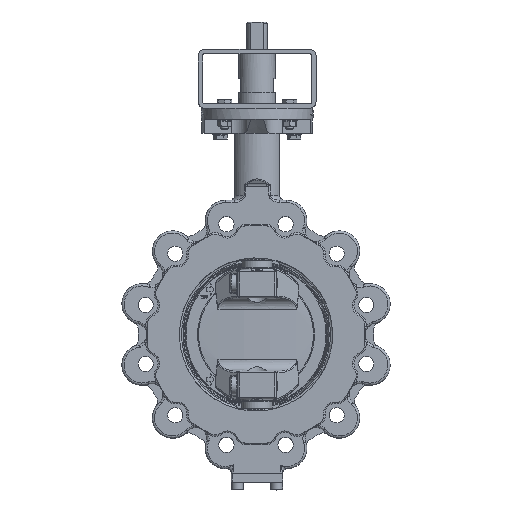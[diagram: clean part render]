
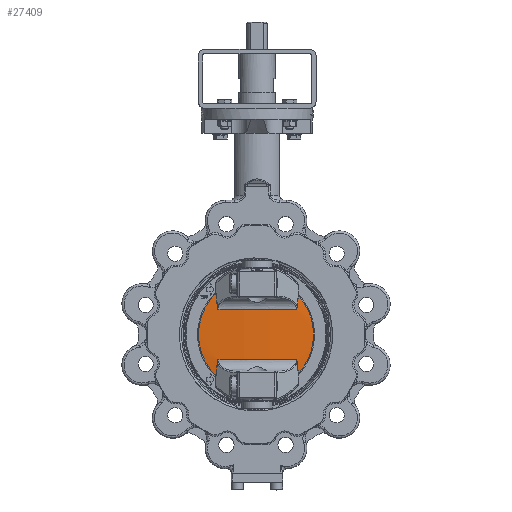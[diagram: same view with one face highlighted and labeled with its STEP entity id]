
A CAD part, top view. The second image highlights one B-rep face of the part: STEP entity #27409.
In plain terms, the highlighted spherical face has radius 691 mm.
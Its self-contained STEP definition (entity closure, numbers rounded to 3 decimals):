
#19=SPHERICAL_SURFACE('',#30496,691.);
#1084=B_SPLINE_CURVE_WITH_KNOTS('',3,(#53484,#53485,#53486,#53487,#53488,
#53489),.UNSPECIFIED.,.F.,.F.,(4,2,4),(-0.345,0.,
0.002),.UNSPECIFIED.);
#1088=B_SPLINE_CURVE_WITH_KNOTS('',3,(#53597,#53598,#53599,#53600,#53601,
#53602),.UNSPECIFIED.,.F.,.F.,(4,2,4),(-0.35,-0.348,
0.),.UNSPECIFIED.);
#1092=B_SPLINE_CURVE_WITH_KNOTS('',3,(#53738,#53739,#53740,#53741,#53742,
#53743),.UNSPECIFIED.,.F.,.F.,(4,2,4),(-0.347,-0.345,
0.),.UNSPECIFIED.);
#1093=B_SPLINE_CURVE_WITH_KNOTS('',3,(#53747,#53748,#53749,#53750,#53751,
#53752),.UNSPECIFIED.,.F.,.F.,(4,2,4),(-0.348,0.,
0.002),.UNSPECIFIED.);
#7357=FACE_OUTER_BOUND('',#9434,.T.);
#9434=EDGE_LOOP('',(#24475,#24476,#24477,#24478,#24479,#24480,#24481,#24482,
#24483,#24484,#24485,#24486));
#11149=CIRCLE('',#30399,690.15);
#11195=CIRCLE('',#30474,354.529);
#11201=CIRCLE('',#30486,357.416);
#11203=CIRCLE('',#30489,78.059);
#11206=CIRCLE('',#30497,78.059);
#11207=CIRCLE('',#30498,354.529);
#11208=CIRCLE('',#30499,690.15);
#11209=CIRCLE('',#30500,357.416);
#13498=VERTEX_POINT('',#52725);
#13499=VERTEX_POINT('',#52736);
#13615=VERTEX_POINT('',#53432);
#13618=VERTEX_POINT('',#53453);
#13623=VERTEX_POINT('',#53558);
#13625=VERTEX_POINT('',#53563);
#13626=VERTEX_POINT('',#53604);
#13637=VERTEX_POINT('',#53733);
#13638=VERTEX_POINT('',#53735);
#13639=VERTEX_POINT('',#53737);
#13640=VERTEX_POINT('',#53744);
#13641=VERTEX_POINT('',#53746);
#17118=EDGE_CURVE('',#13498,#13499,#11149,.T.);
#17263=EDGE_CURVE('',#13615,#13618,#11195,.T.);
#17265=EDGE_CURVE('',#13618,#13498,#1084,.T.);
#17276=EDGE_CURVE('',#13625,#13623,#11201,.T.);
#17279=EDGE_CURVE('',#13499,#13625,#1088,.T.);
#17280=EDGE_CURVE('',#13623,#13626,#11203,.T.);
#17295=EDGE_CURVE('',#13637,#13615,#11206,.T.);
#17296=EDGE_CURVE('',#13638,#13637,#11207,.T.);
#17297=EDGE_CURVE('',#13639,#13638,#1092,.T.);
#17298=EDGE_CURVE('',#13640,#13639,#11208,.T.);
#17299=EDGE_CURVE('',#13641,#13640,#1093,.T.);
#17300=EDGE_CURVE('',#13626,#13641,#11209,.T.);
#24475=ORIENTED_EDGE('',*,*,#17276,.F.);
#24476=ORIENTED_EDGE('',*,*,#17279,.F.);
#24477=ORIENTED_EDGE('',*,*,#17118,.F.);
#24478=ORIENTED_EDGE('',*,*,#17265,.F.);
#24479=ORIENTED_EDGE('',*,*,#17263,.F.);
#24480=ORIENTED_EDGE('',*,*,#17295,.F.);
#24481=ORIENTED_EDGE('',*,*,#17296,.F.);
#24482=ORIENTED_EDGE('',*,*,#17297,.F.);
#24483=ORIENTED_EDGE('',*,*,#17298,.F.);
#24484=ORIENTED_EDGE('',*,*,#17299,.F.);
#24485=ORIENTED_EDGE('',*,*,#17300,.F.);
#24486=ORIENTED_EDGE('',*,*,#17280,.F.);
#27409=ADVANCED_FACE('',(#7357),#19,.T.);
#30399=AXIS2_PLACEMENT_3D('',#52737,#37518,#37519);
#30474=AXIS2_PLACEMENT_3D('',#53457,#37721,#37722);
#30486=AXIS2_PLACEMENT_3D('',#53565,#37747,#37748);
#30489=AXIS2_PLACEMENT_3D('',#53605,#37753,#37754);
#30496=AXIS2_PLACEMENT_3D('',#53732,#37773,#37774);
#30497=AXIS2_PLACEMENT_3D('',#53734,#37775,#37776);
#30498=AXIS2_PLACEMENT_3D('',#53736,#37777,#37778);
#30499=AXIS2_PLACEMENT_3D('',#53745,#37779,#37780);
#30500=AXIS2_PLACEMENT_3D('',#53753,#37781,#37782);
#37518=DIRECTION('center_axis',(0.,-1.,0.));
#37519=DIRECTION('ref_axis',(0.002,0.,1.));
#37721=DIRECTION('center_axis',(-0.579,0.,
-0.815));
#37722=DIRECTION('ref_axis',(-0.809,-0.127,0.574));
#37747=DIRECTION('center_axis',(0.579,0.,
-0.815));
#37748=DIRECTION('ref_axis',(0.808,-0.13,0.574));
#37753=DIRECTION('center_axis',(0.,0.,
-1.));
#37754=DIRECTION('ref_axis',(-1.,0.,0.));
#37773=DIRECTION('center_axis',(-1.,0.,0.));
#37774=DIRECTION('ref_axis',(0.,1.,0.));
#37775=DIRECTION('center_axis',(0.,0.,
-1.));
#37776=DIRECTION('ref_axis',(1.,0.,0.));
#37777=DIRECTION('center_axis',(-0.579,0.,
-0.815));
#37778=DIRECTION('ref_axis',(-0.809,0.127,0.574));
#37779=DIRECTION('center_axis',(0.,1.,0.));
#37780=DIRECTION('ref_axis',(0.002,0.,1.));
#37781=DIRECTION('center_axis',(0.579,0.,
-0.815));
#37782=DIRECTION('ref_axis',(0.808,0.13,0.574));
#52725=CARTESIAN_POINT('',(54.954,-34.256,-19.841));
#52736=CARTESIAN_POINT('',(-51.577,-34.256,-19.58));
#52737=CARTESIAN_POINT('Origin',(0.,-34.256,
-707.8));
#53432=CARTESIAN_POINT('',(57.514,-52.777,-21.223));
#53453=CARTESIAN_POINT('',(55.92,-37.56,-20.091));
#53457=CARTESIAN_POINT('Origin',(343.37,0.,
-224.181));
#53484=CARTESIAN_POINT('Ctrl Pts',(55.92,-37.56,-20.091));
#53485=CARTESIAN_POINT('Ctrl Pts',(55.821,-36.416,-20.021));
#53486=CARTESIAN_POINT('Ctrl Pts',(55.486,-35.291,-19.935));
#53487=CARTESIAN_POINT('Ctrl Pts',(54.959,-34.266,-19.842));
#53488=CARTESIAN_POINT('Ctrl Pts',(54.956,-34.261,-19.841));
#53489=CARTESIAN_POINT('Ctrl Pts',(54.954,-34.256,-19.841));
#53558=CARTESIAN_POINT('',(-54.516,-55.868,-21.223));
#53563=CARTESIAN_POINT('',(-52.55,-37.59,-19.827));
#53565=CARTESIAN_POINT('Origin',(-342.365,0.,
-225.596));
#53597=CARTESIAN_POINT('Ctrl Pts',(-51.577,-34.256,
-19.58));
#53598=CARTESIAN_POINT('Ctrl Pts',(-51.58,-34.261,
-19.58));
#53599=CARTESIAN_POINT('Ctrl Pts',(-51.582,-34.266,
-19.58));
#53600=CARTESIAN_POINT('Ctrl Pts',(-52.113,-35.301,-19.672));
#53601=CARTESIAN_POINT('Ctrl Pts',(-52.451,-36.436,
-19.757));
#53602=CARTESIAN_POINT('Ctrl Pts',(-52.55,-37.59,-19.827));
#53604=CARTESIAN_POINT('',(-54.516,55.868,-21.223));
#53605=CARTESIAN_POINT('Origin',(0.,0.,
-21.223));
#53732=CARTESIAN_POINT('Origin',(0.,0.,
-707.8));
#53733=CARTESIAN_POINT('',(57.514,52.777,-21.223));
#53734=CARTESIAN_POINT('Origin',(0.,0.,
-21.223));
#53735=CARTESIAN_POINT('',(55.92,37.56,-20.091));
#53736=CARTESIAN_POINT('Origin',(343.37,0.,
-224.181));
#53737=CARTESIAN_POINT('',(54.954,34.256,-19.841));
#53738=CARTESIAN_POINT('Ctrl Pts',(54.954,34.256,-19.841));
#53739=CARTESIAN_POINT('Ctrl Pts',(54.957,34.261,-19.841));
#53740=CARTESIAN_POINT('Ctrl Pts',(54.959,34.266,-19.842));
#53741=CARTESIAN_POINT('Ctrl Pts',(55.486,35.291,-19.935));
#53742=CARTESIAN_POINT('Ctrl Pts',(55.821,36.416,-20.021));
#53743=CARTESIAN_POINT('Ctrl Pts',(55.92,37.56,-20.091));
#53744=CARTESIAN_POINT('',(-51.577,34.256,-19.58));
#53745=CARTESIAN_POINT('Origin',(0.,34.256,
-707.8));
#53746=CARTESIAN_POINT('',(-52.55,37.59,-19.827));
#53747=CARTESIAN_POINT('Ctrl Pts',(-52.55,37.59,-19.827));
#53748=CARTESIAN_POINT('Ctrl Pts',(-52.451,36.436,-19.757));
#53749=CARTESIAN_POINT('Ctrl Pts',(-52.113,35.301,-19.672));
#53750=CARTESIAN_POINT('Ctrl Pts',(-51.582,34.266,-19.58));
#53751=CARTESIAN_POINT('Ctrl Pts',(-51.58,34.261,-19.58));
#53752=CARTESIAN_POINT('Ctrl Pts',(-51.577,34.256,-19.58));
#53753=CARTESIAN_POINT('Origin',(-342.365,0.,
-225.596));
